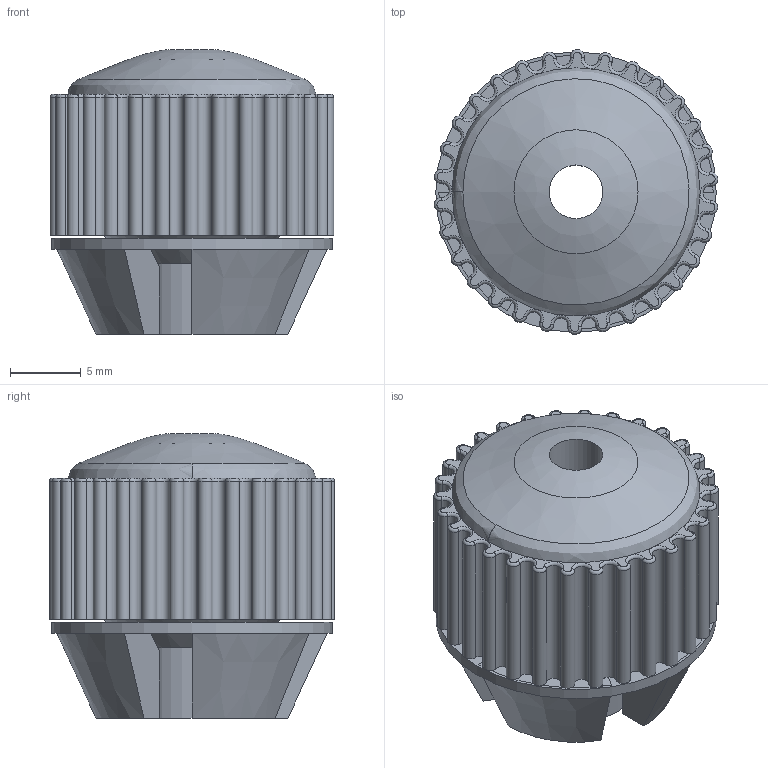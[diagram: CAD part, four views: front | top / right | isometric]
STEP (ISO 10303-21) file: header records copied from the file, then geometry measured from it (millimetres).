
FILE_DESCRIPTION(/* description */ (''),/* implementation_level */ '2;1');
FILE_NAME(/* name */ 'WoodWorker Tensioner knob with printed supports v16.step',/* time_stamp */ '2025-05-23T08:03:42-04:00',/* author */ (''),/* organization */ (''),/* preprocessor_version */ 'ST-DEVELOPER v20.1',/* originating_system */ 'Autodesk Translation Framework v14.10.0.0',/* authorisation */ '');
FILE_SCHEMA (('AUTOMOTIVE_DESIGN { 1 0 10303 214 3 1 1 }'));
Length unit declared in the file: millimetre
Products named in the file (1): Tensioner knob
Bounding box: 20.11 x 20.2 x 20.15 mm (x, y, z)
Volume: 4206.2 mm3; surface area: 2890.6 mm2
Topology: 2 solids, 2 shells, 182 faces, 495 edges, 319 vertices
Faces by surface type: cylinder 87, torus 60, plane 18, cone 13, bspline 4
Full cylindrical faces by diameter (mm): 3.8 x1, 4.5 x1, 8.5 x1, 19.882 x1
Entity records: 7070 total; most frequent: CARTESIAN_POINT 2380, DIRECTION 1018, ORIENTED_EDGE 990, EDGE_CURVE 495, AXIS2_PLACEMENT_3D 437, VERTEX_POINT 319, CIRCLE 258, EDGE_LOOP 188
